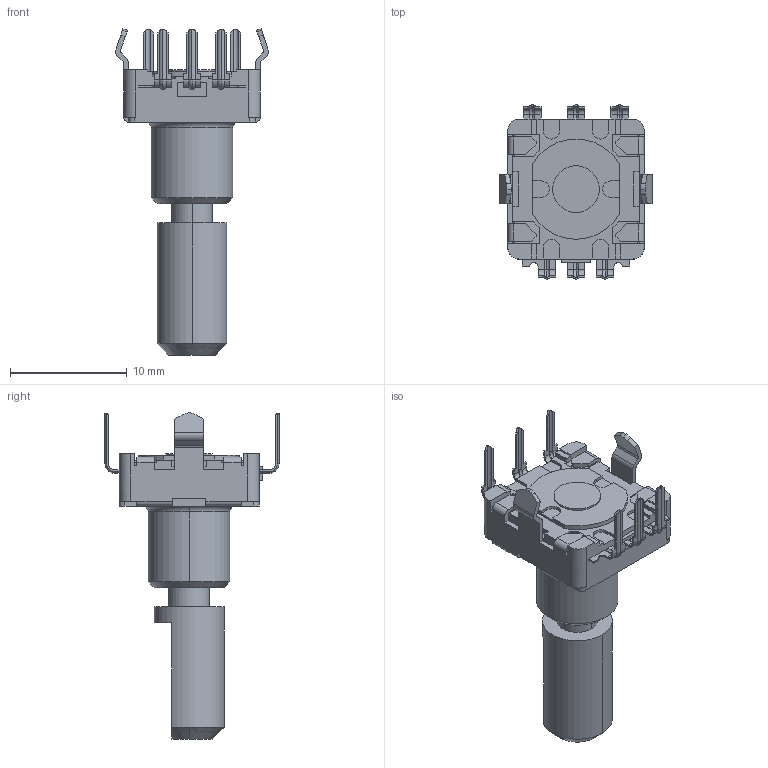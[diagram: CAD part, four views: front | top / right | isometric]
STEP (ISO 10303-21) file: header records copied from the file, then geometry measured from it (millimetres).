
FILE_DESCRIPTION(('STEP AP203'),'1');
FILE_NAME('ec11eh224404.stp','2021-02-06T03:39:23',('TraceParts'),('TraceParts S.A.'),'Spatial InterOp 3D',' ',' ');
FILE_SCHEMA(('CONFIG_CONTROL_DESIGN'));
Length unit declared in the file: millimetre
Products named in the file (1): 1
Bounding box: 13.1 x 14.95 x 28 mm (x, y, z)
Volume: 1128.2 mm3; surface area: 1180.9 mm2
Topology: 1 solids, 2 shells, 503 faces, 1345 edges, 858 vertices
Faces by surface type: plane 325, cylinder 145, torus 26, cone 7
Entity records: 15683 total; most frequent: CARTESIAN_POINT 2998, ORIENTED_EDGE 2690, DIRECTION 2579, EDGE_CURVE 1345, LINE 1009, VECTOR 1009, VERTEX_POINT 858, AXIS2_PLACEMENT_3D 785
